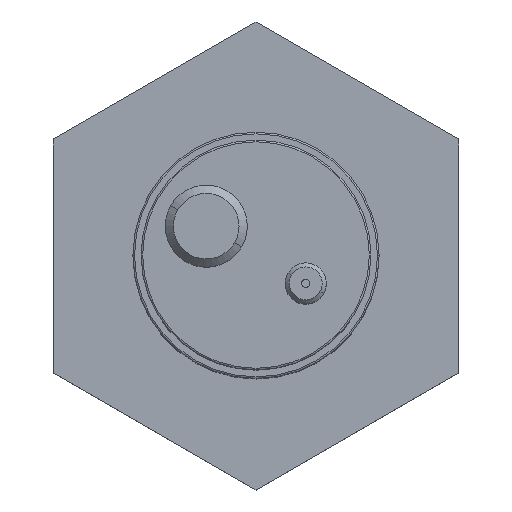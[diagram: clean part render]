
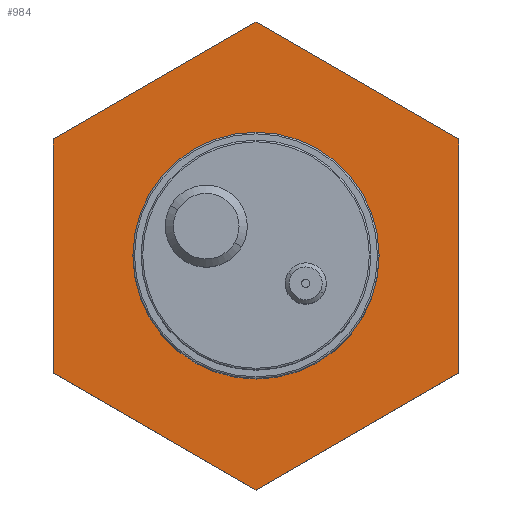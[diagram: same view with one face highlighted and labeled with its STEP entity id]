
A CAD part, top view. The second image highlights one B-rep face of the part: STEP entity #984.
In plain terms, the highlighted planar face has unit normal (0, 0, 1).
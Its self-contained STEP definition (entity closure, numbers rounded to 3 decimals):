
#218=DIRECTION('',(-0.866,-0.5,0.));
#219=VECTOR('',#218,28.5);
#220=CARTESIAN_POINT('',(0.,28.5,55.5));
#221=LINE('',#220,#219);
#222=DIRECTION('',(-0.866,0.5,0.));
#223=VECTOR('',#222,28.5);
#224=CARTESIAN_POINT('',(24.682,14.25,55.5));
#225=LINE('',#224,#223);
#226=DIRECTION('',(0.,1.,0.));
#227=VECTOR('',#226,28.5);
#228=CARTESIAN_POINT('',(24.682,-14.25,55.5));
#229=LINE('',#228,#227);
#230=DIRECTION('',(0.866,0.5,0.));
#231=VECTOR('',#230,28.5);
#232=CARTESIAN_POINT('',(0.,-28.5,55.5));
#233=LINE('',#232,#231);
#234=DIRECTION('',(0.866,-0.5,0.));
#235=VECTOR('',#234,28.5);
#236=CARTESIAN_POINT('',(-24.682,-14.25,55.5));
#237=LINE('',#236,#235);
#238=DIRECTION('',(0.,-1.,0.));
#239=VECTOR('',#238,28.5);
#240=CARTESIAN_POINT('',(-24.682,14.25,55.5));
#241=LINE('',#240,#239);
#242=CARTESIAN_POINT('',(0.,0.,55.5));
#243=DIRECTION('',(0.,0.,1.));
#244=DIRECTION('',(1.,0.,0.));
#245=AXIS2_PLACEMENT_3D('',#242,#243,#244);
#247=CARTESIAN_POINT('',(0.,0.,55.5));
#248=DIRECTION('',(0.,0.,1.));
#249=DIRECTION('',(-1.,0.,0.));
#250=AXIS2_PLACEMENT_3D('',#247,#248,#249);
#502=CARTESIAN_POINT('',(0.,28.5,55.5));
#503=CARTESIAN_POINT('',(-24.682,14.25,55.5));
#504=VERTEX_POINT('',#502);
#505=VERTEX_POINT('',#503);
#506=CARTESIAN_POINT('',(-24.682,-14.25,55.5));
#507=VERTEX_POINT('',#506);
#508=CARTESIAN_POINT('',(0.,-28.5,55.5));
#509=VERTEX_POINT('',#508);
#510=CARTESIAN_POINT('',(24.682,-14.25,55.5));
#511=VERTEX_POINT('',#510);
#512=CARTESIAN_POINT('',(24.682,14.25,55.5));
#513=VERTEX_POINT('',#512);
#518=CARTESIAN_POINT('',(15.,0.,55.5));
#519=CARTESIAN_POINT('',(-15.,0.,55.5));
#520=VERTEX_POINT('',#518);
#521=VERTEX_POINT('',#519);
#965=CARTESIAN_POINT('',(0.,0.,55.5));
#966=DIRECTION('',(0.,0.,1.));
#967=DIRECTION('',(1.,0.,0.));
#968=AXIS2_PLACEMENT_3D('',#965,#966,#967);
#969=PLANE('',#968);
#970=ORIENTED_EDGE('',*,*,#847,.F.);
#971=ORIENTED_EDGE('',*,*,#869,.F.);
#972=ORIENTED_EDGE('',*,*,#890,.F.);
#973=ORIENTED_EDGE('',*,*,#911,.F.);
#974=ORIENTED_EDGE('',*,*,#932,.F.);
#975=ORIENTED_EDGE('',*,*,#952,.F.);
#976=EDGE_LOOP('',(#970,#971,#972,#973,#974,#975));
#977=FACE_OUTER_BOUND('',#976,.F.);
#979=ORIENTED_EDGE('',*,*,#978,.T.);
#981=ORIENTED_EDGE('',*,*,#980,.T.);
#982=EDGE_LOOP('',(#979,#981));
#983=FACE_BOUND('',#982,.F.);
#984=ADVANCED_FACE('',(#977,#983),#969,.T.);
#246=CIRCLE('',#245,15.);
#251=CIRCLE('',#250,15.);
#847=EDGE_CURVE('',#504,#505,#221,.T.);
#869=EDGE_CURVE('',#513,#504,#225,.T.);
#890=EDGE_CURVE('',#511,#513,#229,.T.);
#911=EDGE_CURVE('',#509,#511,#233,.T.);
#932=EDGE_CURVE('',#507,#509,#237,.T.);
#952=EDGE_CURVE('',#505,#507,#241,.T.);
#978=EDGE_CURVE('',#520,#521,#246,.T.);
#980=EDGE_CURVE('',#521,#520,#251,.T.);
